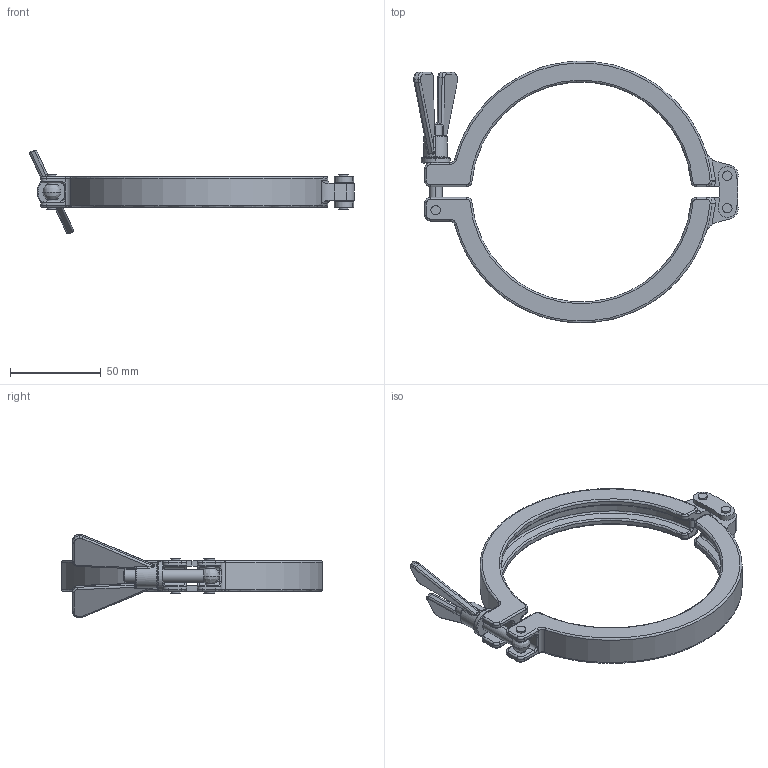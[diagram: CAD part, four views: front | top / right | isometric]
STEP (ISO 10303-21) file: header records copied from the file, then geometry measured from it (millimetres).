
FILE_DESCRIPTION (( 'STEP AP203' ), '1' );
FILE_NAME ('101.130.0SH.STEP', '2021-06-22T09:02:39', ( '' ), ( '' ), 'SwSTEP 2.0', 'SolidWorks 2021', '' );
FILE_SCHEMA (( 'CONFIG_CONTROL_DESIGN' ));
Length unit declared in the file: millimetre
Products named in the file (1): 101.130.0SH
Bounding box: 179.04 x 144.26 x 46.34 mm (x, y, z)
Volume: 77578.6 mm3; surface area: 34815.1 mm2
Topology: 1 solids, 1 shells, 344 faces, 810 edges, 473 vertices
Faces by surface type: cylinder 144, bspline 141, plane 52, cone 7
Entity records: 14575 total; most frequent: CARTESIAN_POINT 7399, ORIENTED_EDGE 1596, DIRECTION 1385, EDGE_CURVE 798, AXIS2_PLACEMENT_3D 570, VERTEX_POINT 473, CIRCLE 366, EDGE_LOOP 365
